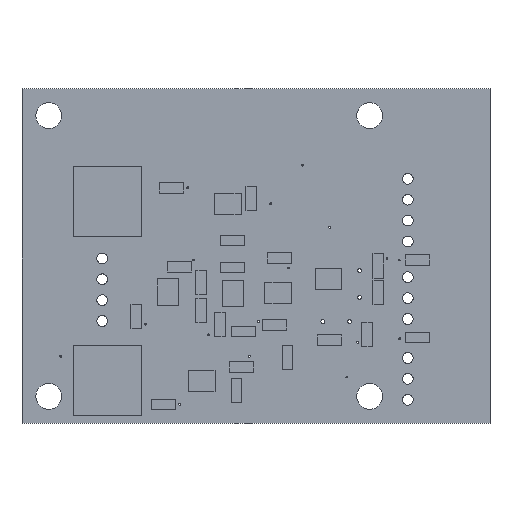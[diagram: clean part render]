
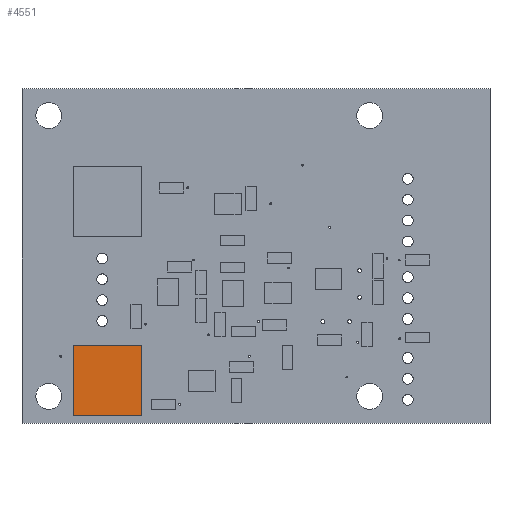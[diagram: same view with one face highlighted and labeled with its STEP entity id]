
A CAD part, top view. The second image highlights one B-rep face of the part: STEP entity #4551.
In plain terms, the highlighted planar face has unit normal (0, 0, 1).
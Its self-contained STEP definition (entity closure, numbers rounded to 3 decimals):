
#4237 = VERTEX_POINT('',#4238);
#4238 = CARTESIAN_POINT('',(6.5,-6.65,4.7));
#4245 = PLANE('',#4246);
#4246 = AXIS2_PLACEMENT_3D('',#4247,#4248,#4249);
#4247 = CARTESIAN_POINT('',(6.5,-6.65,0.));
#4248 = DIRECTION('',(0.,-1.,0.));
#4249 = DIRECTION('',(-1.,0.,0.));
#4257 = PLANE('',#4258);
#4258 = AXIS2_PLACEMENT_3D('',#4259,#4260,#4261);
#4259 = CARTESIAN_POINT('',(6.5,6.65,0.));
#4260 = DIRECTION('',(1.,0.,0.));
#4261 = DIRECTION('',(0.,-1.,0.));
#4269 = EDGE_CURVE('',#4237,#4270,#4272,.T.);
#4270 = VERTEX_POINT('',#4271);
#4271 = CARTESIAN_POINT('',(-6.5,-6.65,4.7));
#4272 = SURFACE_CURVE('',#4273,(#4277,#4284),.PCURVE_S1.);
#4273 = LINE('',#4274,#4275);
#4274 = CARTESIAN_POINT('',(6.5,-6.65,4.7));
#4275 = VECTOR('',#4276,1.);
#4276 = DIRECTION('',(-1.,0.,0.));
#4277 = PCURVE('',#4245,#4278);
#4278 = DEFINITIONAL_REPRESENTATION('',(#4279),#4283);
#4279 = LINE('',#4280,#4281);
#4280 = CARTESIAN_POINT('',(0.,-4.7));
#4281 = VECTOR('',#4282,1.);
#4282 = DIRECTION('',(1.,0.));
#4283 = ( GEOMETRIC_REPRESENTATION_CONTEXT(2) 
PARAMETRIC_REPRESENTATION_CONTEXT() REPRESENTATION_CONTEXT('2D SPACE',''
  ) );
#4284 = PCURVE('',#4285,#4290);
#4285 = PLANE('',#4286);
#4286 = AXIS2_PLACEMENT_3D('',#4287,#4288,#4289);
#4287 = CARTESIAN_POINT('',(6.5,-6.65,4.7));
#4288 = DIRECTION('',(0.,0.,1.));
#4289 = DIRECTION('',(1.,0.,0.));
#4290 = DEFINITIONAL_REPRESENTATION('',(#4291),#4295);
#4291 = LINE('',#4292,#4293);
#4292 = CARTESIAN_POINT('',(0.,0.));
#4293 = VECTOR('',#4294,1.);
#4294 = DIRECTION('',(-1.,0.));
#4295 = ( GEOMETRIC_REPRESENTATION_CONTEXT(2) 
PARAMETRIC_REPRESENTATION_CONTEXT() REPRESENTATION_CONTEXT('2D SPACE',''
  ) );
#4313 = PLANE('',#4314);
#4314 = AXIS2_PLACEMENT_3D('',#4315,#4316,#4317);
#4315 = CARTESIAN_POINT('',(-6.5,-6.65,0.));
#4316 = DIRECTION('',(-1.,0.,0.));
#4317 = DIRECTION('',(0.,1.,0.));
#4355 = EDGE_CURVE('',#4270,#4356,#4358,.T.);
#4356 = VERTEX_POINT('',#4357);
#4357 = CARTESIAN_POINT('',(-6.5,6.65,4.7));
#4358 = SURFACE_CURVE('',#4359,(#4363,#4370),.PCURVE_S1.);
#4359 = LINE('',#4360,#4361);
#4360 = CARTESIAN_POINT('',(-6.5,-6.65,4.7));
#4361 = VECTOR('',#4362,1.);
#4362 = DIRECTION('',(0.,1.,0.));
#4363 = PCURVE('',#4313,#4364);
#4364 = DEFINITIONAL_REPRESENTATION('',(#4365),#4369);
#4365 = LINE('',#4366,#4367);
#4366 = CARTESIAN_POINT('',(0.,-4.7));
#4367 = VECTOR('',#4368,1.);
#4368 = DIRECTION('',(1.,0.));
#4369 = ( GEOMETRIC_REPRESENTATION_CONTEXT(2) 
PARAMETRIC_REPRESENTATION_CONTEXT() REPRESENTATION_CONTEXT('2D SPACE',''
  ) );
#4370 = PCURVE('',#4285,#4371);
#4371 = DEFINITIONAL_REPRESENTATION('',(#4372),#4376);
#4372 = LINE('',#4373,#4374);
#4373 = CARTESIAN_POINT('',(-13.,0.));
#4374 = VECTOR('',#4375,1.);
#4375 = DIRECTION('',(0.,1.));
#4376 = ( GEOMETRIC_REPRESENTATION_CONTEXT(2) 
PARAMETRIC_REPRESENTATION_CONTEXT() REPRESENTATION_CONTEXT('2D SPACE',''
  ) );
#4394 = PLANE('',#4395);
#4395 = AXIS2_PLACEMENT_3D('',#4396,#4397,#4398);
#4396 = CARTESIAN_POINT('',(-6.5,6.65,0.));
#4397 = DIRECTION('',(0.,1.,0.));
#4398 = DIRECTION('',(1.,0.,0.));
#4431 = EDGE_CURVE('',#4356,#4432,#4434,.T.);
#4432 = VERTEX_POINT('',#4433);
#4433 = CARTESIAN_POINT('',(6.5,6.65,4.7));
#4434 = SURFACE_CURVE('',#4435,(#4439,#4446),.PCURVE_S1.);
#4435 = LINE('',#4436,#4437);
#4436 = CARTESIAN_POINT('',(-6.5,6.65,4.7));
#4437 = VECTOR('',#4438,1.);
#4438 = DIRECTION('',(1.,0.,0.));
#4439 = PCURVE('',#4394,#4440);
#4440 = DEFINITIONAL_REPRESENTATION('',(#4441),#4445);
#4441 = LINE('',#4442,#4443);
#4442 = CARTESIAN_POINT('',(0.,-4.7));
#4443 = VECTOR('',#4444,1.);
#4444 = DIRECTION('',(1.,0.));
#4445 = ( GEOMETRIC_REPRESENTATION_CONTEXT(2) 
PARAMETRIC_REPRESENTATION_CONTEXT() REPRESENTATION_CONTEXT('2D SPACE',''
  ) );
#4446 = PCURVE('',#4285,#4447);
#4447 = DEFINITIONAL_REPRESENTATION('',(#4448),#4452);
#4448 = LINE('',#4449,#4450);
#4449 = CARTESIAN_POINT('',(-13.,13.3));
#4450 = VECTOR('',#4451,1.);
#4451 = DIRECTION('',(1.,0.));
#4452 = ( GEOMETRIC_REPRESENTATION_CONTEXT(2) 
PARAMETRIC_REPRESENTATION_CONTEXT() REPRESENTATION_CONTEXT('2D SPACE',''
  ) );
#4502 = EDGE_CURVE('',#4432,#4237,#4503,.T.);
#4503 = SURFACE_CURVE('',#4504,(#4508,#4515),.PCURVE_S1.);
#4504 = LINE('',#4505,#4506);
#4505 = CARTESIAN_POINT('',(6.5,6.65,4.7));
#4506 = VECTOR('',#4507,1.);
#4507 = DIRECTION('',(0.,-1.,0.));
#4508 = PCURVE('',#4257,#4509);
#4509 = DEFINITIONAL_REPRESENTATION('',(#4510),#4514);
#4510 = LINE('',#4511,#4512);
#4511 = CARTESIAN_POINT('',(0.,-4.7));
#4512 = VECTOR('',#4513,1.);
#4513 = DIRECTION('',(1.,0.));
#4514 = ( GEOMETRIC_REPRESENTATION_CONTEXT(2) 
PARAMETRIC_REPRESENTATION_CONTEXT() REPRESENTATION_CONTEXT('2D SPACE',''
  ) );
#4515 = PCURVE('',#4285,#4516);
#4516 = DEFINITIONAL_REPRESENTATION('',(#4517),#4521);
#4517 = LINE('',#4518,#4519);
#4518 = CARTESIAN_POINT('',(0.,13.3));
#4519 = VECTOR('',#4520,1.);
#4520 = DIRECTION('',(0.,-1.));
#4521 = ( GEOMETRIC_REPRESENTATION_CONTEXT(2) 
PARAMETRIC_REPRESENTATION_CONTEXT() REPRESENTATION_CONTEXT('2D SPACE',''
  ) );
#4551 = ADVANCED_FACE('',(#4552),#4285,.T.);
#4552 = FACE_BOUND('',#4553,.F.);
#4553 = EDGE_LOOP('',(#4554,#4555,#4556,#4557));
#4554 = ORIENTED_EDGE('',*,*,#4269,.T.);
#4555 = ORIENTED_EDGE('',*,*,#4355,.T.);
#4556 = ORIENTED_EDGE('',*,*,#4431,.T.);
#4557 = ORIENTED_EDGE('',*,*,#4502,.T.);
